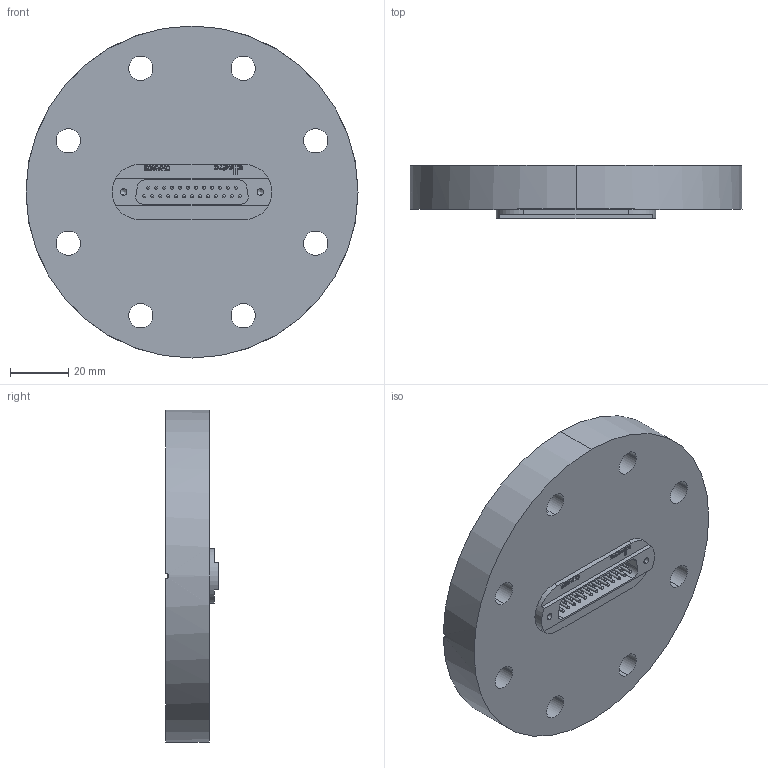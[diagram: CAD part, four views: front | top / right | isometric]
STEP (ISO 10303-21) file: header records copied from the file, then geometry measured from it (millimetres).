
FILE_DESCRIPTION (( 'STEP AP214' ), '1' );
FILE_NAME ('210-D25-C63.step', '2025-02-17T20:25:20', ( '' ), ( '' ), 'SwSTEP 2.0', 'SolidWorks 2022', '' );
FILE_SCHEMA (( 'AUTOMOTIVE_DESIGN' ));
Length unit declared in the file: millimetre
Products named in the file (5): 218-D9-37-SS_218-D25-SS; 9210-PIN-FENI_Pin vergoldet; 9210-D25-C63_DN63; 210-D25-C63; 9218-D9-37-SS-V22_25pin 1mm beschr. allectra
Assembly tree (28 placements, depth 3):
  210-D25-C63
    9210-D25-C63_DN63
    218-D9-37-SS_218-D25-SS
      9218-D9-37-SS-V22_25pin 1mm beschr. allectra
      9210-PIN-FENI_Pin vergoldet  x25
Bounding box: 114.3 x 18.2 x 114.3 mm (x, y, z)
Volume: 138191.2 mm3; surface area: 35748.1 mm2
Topology: 27 solids, 27 shells, 429 faces, 1193 edges, 786 vertices
Faces by surface type: cylinder 190, plane 148, sphere 50, bspline 27, cone 12, torus 2
Entity records: 12675 total; most frequent: CARTESIAN_POINT 3679, DIRECTION 1803, ORIENTED_EDGE 1782, EDGE_CURVE 891, AXIS2_PLACEMENT_3D 632, VERTEX_POINT 590, VECTOR 539, LINE 539
